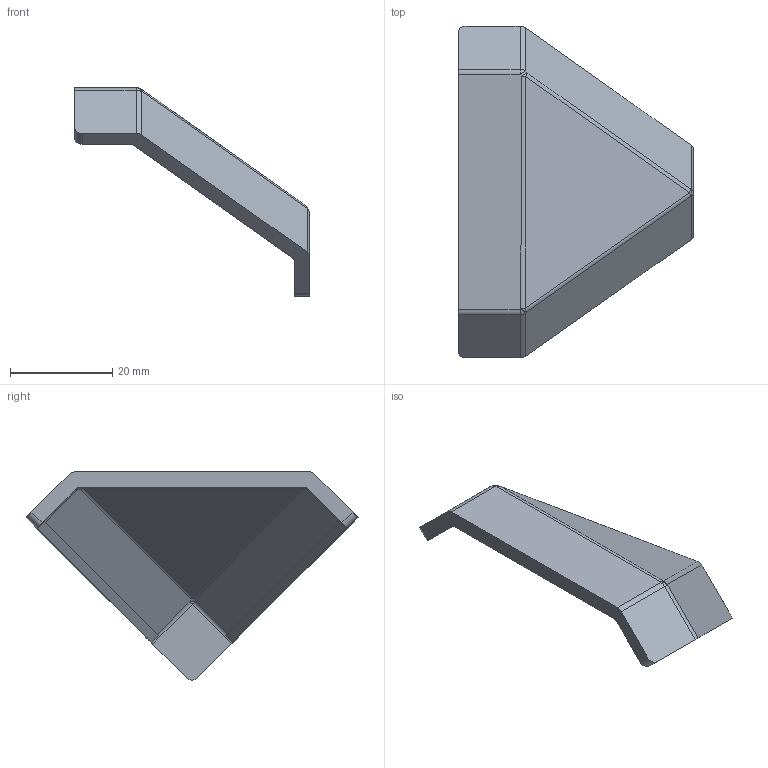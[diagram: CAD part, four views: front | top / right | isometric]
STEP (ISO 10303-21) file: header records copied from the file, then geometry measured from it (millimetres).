
FILE_DESCRIPTION(/* description */ ('Záslepka pro 304503'),/* implementation_level */ '2;1');
FILE_NAME(/* name */ '224504.stp',/* time_stamp */ '2017-12-16T14:00:56+01:00',/* author */ ('jiri.spacek'),/* organization */ (''),/* preprocessor_version */ 'ST-DEVELOPER v16.1',/* originating_system */ 'Autodesk Inventor 2016',/* authorisation */ '');
FILE_SCHEMA (('CONFIG_CONTROL_DESIGN'));
Length unit declared in the file: millimetre
Products named in the file (1): 224504
Bounding box: 46 x 65.05 x 40.82 mm (x, y, z)
Volume: 9055.2 mm3; surface area: 6666.8 mm2
Topology: 1 solids, 1 shells, 65 faces, 161 edges, 90 vertices
Faces by surface type: cylinder 27, plane 26, sphere 12
Entity records: 1863 total; most frequent: DIRECTION 345, CARTESIAN_POINT 309, ORIENTED_EDGE 306, EDGE_CURVE 153, AXIS2_PLACEMENT_3D 126, LINE 93, VECTOR 93, VERTEX_POINT 90
